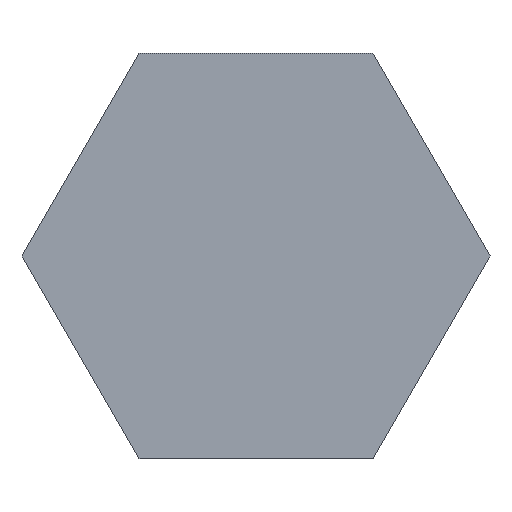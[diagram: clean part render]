
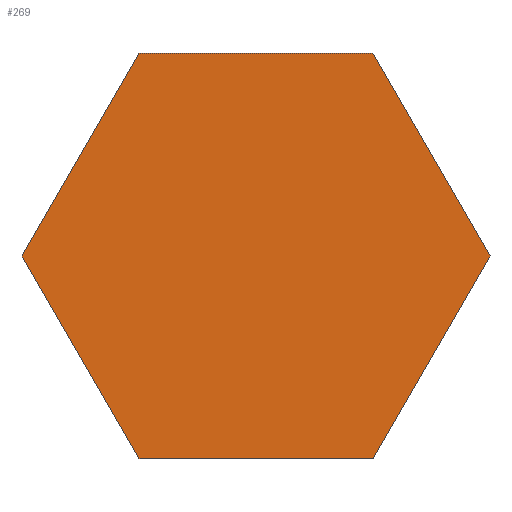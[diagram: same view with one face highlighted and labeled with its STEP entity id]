
A CAD part, front view. The second image highlights one B-rep face of the part: STEP entity #269.
In plain terms, the highlighted planar face has unit normal (0, -1, 0).
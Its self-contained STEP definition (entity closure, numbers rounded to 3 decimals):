
#66 = ORIENTED_EDGE ( 'NONE', *, *, #2384, .T. ) ;
#75 = VERTEX_POINT ( 'NONE', #2555 ) ;
#84 = DIRECTION ( 'NONE',  ( 0., 0., 1. ) ) ;
#145 = DIRECTION ( 'NONE',  ( -0.866, 0., -0.5 ) ) ;
#164 = DIRECTION ( 'NONE',  ( 0., -1., 0. ) ) ;
#215 = EDGE_CURVE ( 'NONE', #504, #75, #2585, .T. ) ;
#224 = EDGE_CURVE ( 'NONE', #75, #902, #1957, .T. ) ;
#232 = EDGE_CURVE ( 'NONE', #1973, #710, #437, .T. ) ;
#269 = ADVANCED_FACE ( 'NONE', ( #1067 ), #1531, .T. ) ;
#356 = VECTOR ( 'NONE', #627, 1000. ) ;
#437 = LINE ( 'NONE', #898, #356 ) ;
#504 = VERTEX_POINT ( 'NONE', #3286 ) ;
#514 = CARTESIAN_POINT ( 'NONE',  ( 336.881, 79.407, -3.437 ) ) ;
#516 = LINE ( 'NONE', #1762, #3389 ) ;
#627 = DIRECTION ( 'NONE',  ( 0.866, 0., -0.5 ) ) ;
#634 = ORIENTED_EDGE ( 'NONE', *, *, #232, .T. ) ;
#710 = VERTEX_POINT ( 'NONE', #1135 ) ;
#898 = CARTESIAN_POINT ( 'NONE',  ( 334.682, 79.407, -2.167 ) ) ;
#902 = VERTEX_POINT ( 'NONE', #1403 ) ;
#1025 = VECTOR ( 'NONE', #2122, 1000. ) ;
#1067 = FACE_OUTER_BOUND ( 'NONE', #1176, .T. ) ;
#1135 = CARTESIAN_POINT ( 'NONE',  ( 336.881, 79.407, -3.437 ) ) ;
#1176 = EDGE_LOOP ( 'NONE', ( #66, #3421, #2320, #3126, #2343, #634 ) ) ;
#1403 = CARTESIAN_POINT ( 'NONE',  ( 336.881, 79.407, 1.643 ) ) ;
#1443 = CARTESIAN_POINT ( 'NONE',  ( 339.081, 79.407, 0.373 ) ) ;
#1493 = VERTEX_POINT ( 'NONE', #3375 ) ;
#1531 = PLANE ( 'NONE',  #2307 ) ;
#1705 = CARTESIAN_POINT ( 'NONE',  ( 339.081, 79.407, -2.167 ) ) ;
#1742 = LINE ( 'NONE', #514, #1025 ) ;
#1762 = CARTESIAN_POINT ( 'NONE',  ( 336.881, 79.407, 1.643 ) ) ;
#1764 = CARTESIAN_POINT ( 'NONE',  ( 339.081, 79.407, -2.167 ) ) ;
#1786 = VECTOR ( 'NONE', #3328, 1000. ) ;
#1863 = CARTESIAN_POINT ( 'NONE',  ( 334.682, 79.407, 0.373 ) ) ;
#1865 = VECTOR ( 'NONE', #84, 1000. ) ;
#1909 = CARTESIAN_POINT ( 'NONE',  ( 334.682, 79.407, -2.167 ) ) ;
#1957 = LINE ( 'NONE', #1443, #1786 ) ;
#1973 = VERTEX_POINT ( 'NONE', #1909 ) ;
#1995 = LINE ( 'NONE', #1863, #2358 ) ;
#2122 = DIRECTION ( 'NONE',  ( 0.866, 0., 0.5 ) ) ;
#2307 = AXIS2_PLACEMENT_3D ( 'NONE', #1764, #164, #2319 ) ;
#2319 = DIRECTION ( 'NONE',  ( 0., 0., -1. ) ) ;
#2320 = ORIENTED_EDGE ( 'NONE', *, *, #224, .T. ) ;
#2343 = ORIENTED_EDGE ( 'NONE', *, *, #2418, .T. ) ;
#2358 = VECTOR ( 'NONE', #3472, 1000. ) ;
#2384 = EDGE_CURVE ( 'NONE', #710, #504, #1742, .T. ) ;
#2418 = EDGE_CURVE ( 'NONE', #1493, #1973, #1995, .T. ) ;
#2555 = CARTESIAN_POINT ( 'NONE',  ( 339.081, 79.407, 0.373 ) ) ;
#2585 = LINE ( 'NONE', #1705, #1865 ) ;
#2895 = EDGE_CURVE ( 'NONE', #902, #1493, #516, .T. ) ;
#3126 = ORIENTED_EDGE ( 'NONE', *, *, #2895, .T. ) ;
#3286 = CARTESIAN_POINT ( 'NONE',  ( 339.081, 79.407, -2.167 ) ) ;
#3328 = DIRECTION ( 'NONE',  ( -0.866, 0., 0.5 ) ) ;
#3375 = CARTESIAN_POINT ( 'NONE',  ( 334.682, 79.407, 0.373 ) ) ;
#3389 = VECTOR ( 'NONE', #145, 1000. ) ;
#3421 = ORIENTED_EDGE ( 'NONE', *, *, #215, .T. ) ;
#3472 = DIRECTION ( 'NONE',  ( 0., 0., -1. ) ) ;
